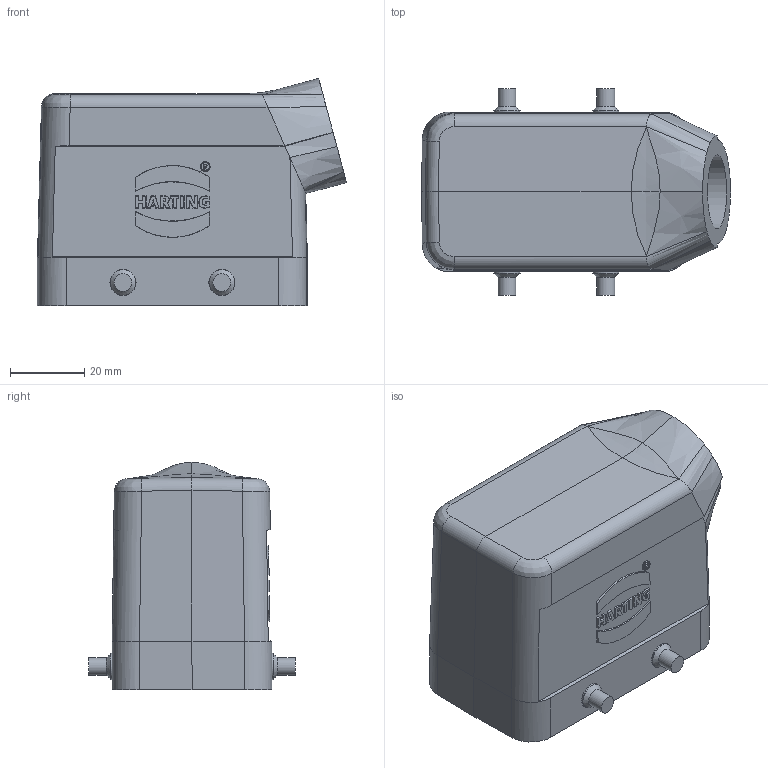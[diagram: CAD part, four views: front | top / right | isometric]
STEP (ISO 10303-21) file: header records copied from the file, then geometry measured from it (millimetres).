
FILE_DESCRIPTION(/* description */ (''),/* implementation_level */ '2;1');
FILE_NAME(/* name */ '100103477ugm000_e.stp',/* time_stamp */ '2019-11-08T07:09:24+01:00',/* author */ (''),/* organization */ (''),/* preprocessor_version */ 'ST-DEVELOPER v16.7',/* originating_system */ 'SIEMENS PLM Software NX 12.0',/* authorisation */ '');
FILE_SCHEMA (('AUTOMOTIVE_DESIGN { 1 0 10303 214 3 1 1 1 }'));
Length unit declared in the file: millimetre
Products named in the file (1): 100103477ugm000_e
Bounding box: 83.12 x 55.6 x 61.09 mm (x, y, z)
Volume: 56585.3 mm3; surface area: 30741.7 mm2
Topology: 1 solids, 1 shells, 241 faces, 617 edges, 403 vertices
Faces by surface type: plane 148, cylinder 43, bspline 32, cone 14, torus 4
Full cylindrical faces by diameter (mm): 3 x4, 4 x4, 4.8 x4, 7 x4, 16 x1, 20 x1
Entity records: 10094 total; most frequent: CARTESIAN_POINT 2984, ORIENTED_EDGE 1144, DIRECTION 982, EDGE_CURVE 572, VERTEX_POINT 394, LINE 356, VECTOR 356, AXIS2_PLACEMENT_3D 313
